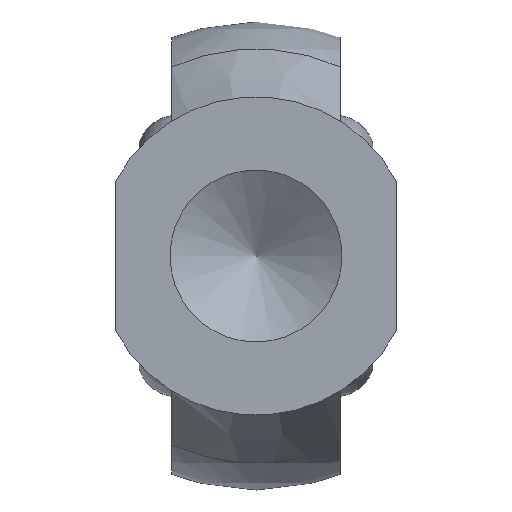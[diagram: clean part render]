
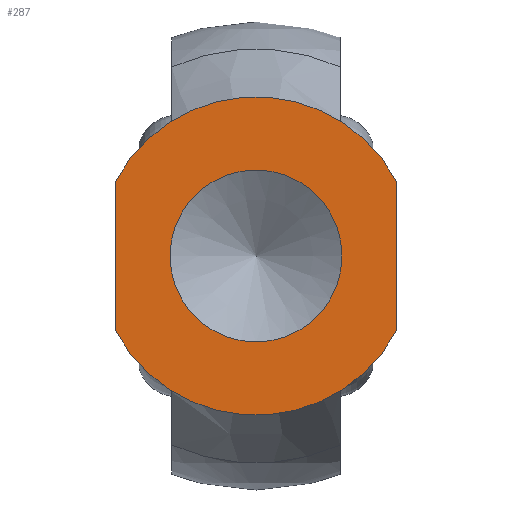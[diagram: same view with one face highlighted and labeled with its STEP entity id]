
A CAD part, front view. The second image highlights one B-rep face of the part: STEP entity #287.
In plain terms, the highlighted planar face has unit normal (0, -1, 0).
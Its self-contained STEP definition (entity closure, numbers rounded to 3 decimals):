
#25=LINE('',#481,#33);
#28=LINE('',#492,#36);
#33=VECTOR('',#383,16.);
#36=VECTOR('',#388,16.);
#59=FACE_BOUND('',#106,.T.);
#77=FACE_OUTER_BOUND('',#105,.T.);
#105=EDGE_LOOP('',(#233,#234,#235,#236));
#106=EDGE_LOOP('',(#237));
#122=CIRCLE('',#310,9.188);
#126=CIRCLE('',#323,17.);
#127=CIRCLE('',#325,17.);
#141=VERTEX_POINT('',#454);
#147=VERTEX_POINT('',#473);
#149=VERTEX_POINT('',#479);
#151=VERTEX_POINT('',#484);
#153=VERTEX_POINT('',#490);
#166=EDGE_CURVE('',#141,#141,#122,.T.);
#175=EDGE_CURVE('',#147,#149,#25,.T.);
#179=EDGE_CURVE('',#151,#153,#28,.T.);
#186=EDGE_CURVE('',#149,#151,#126,.T.);
#187=EDGE_CURVE('',#153,#147,#127,.T.);
#233=ORIENTED_EDGE('',*,*,#175,.T.);
#234=ORIENTED_EDGE('',*,*,#186,.T.);
#235=ORIENTED_EDGE('',*,*,#179,.T.);
#236=ORIENTED_EDGE('',*,*,#187,.T.);
#237=ORIENTED_EDGE('',*,*,#166,.T.);
#272=PLANE('',#324);
#287=ADVANCED_FACE('',(#77,#59),#272,.T.);
#310=AXIS2_PLACEMENT_3D('',#455,#368,#369);
#323=AXIS2_PLACEMENT_3D('',#510,#402,#403);
#324=AXIS2_PLACEMENT_3D('',#511,#404,#405);
#325=AXIS2_PLACEMENT_3D('',#512,#406,#407);
#368=DIRECTION('center_axis',(0.,1.,0.));
#369=DIRECTION('ref_axis',(1.,0.,0.));
#383=DIRECTION('',(0.,0.,1.));
#388=DIRECTION('',(0.,0.,-1.));
#402=DIRECTION('center_axis',(0.,-1.,0.));
#403=DIRECTION('ref_axis',(1.,0.,0.));
#404=DIRECTION('center_axis',(0.,-1.,0.));
#405=DIRECTION('ref_axis',(0.,0.,-1.));
#406=DIRECTION('center_axis',(0.,-1.,0.));
#407=DIRECTION('ref_axis',(1.,0.,0.));
#454=CARTESIAN_POINT('',(9.188,0.,0.));
#455=CARTESIAN_POINT('Origin',(0.,0.,0.));
#473=CARTESIAN_POINT('',(15.,0.,-8.));
#479=CARTESIAN_POINT('',(15.,0.,8.));
#481=CARTESIAN_POINT('',(15.,0.,15.));
#484=CARTESIAN_POINT('',(-15.,0.,8.));
#490=CARTESIAN_POINT('',(-15.,0.,-8.));
#492=CARTESIAN_POINT('',(-15.,0.,15.));
#510=CARTESIAN_POINT('Origin',(0.,0.,0.));
#511=CARTESIAN_POINT('Origin',(8.5,0.,0.));
#512=CARTESIAN_POINT('Origin',(0.,0.,0.));
